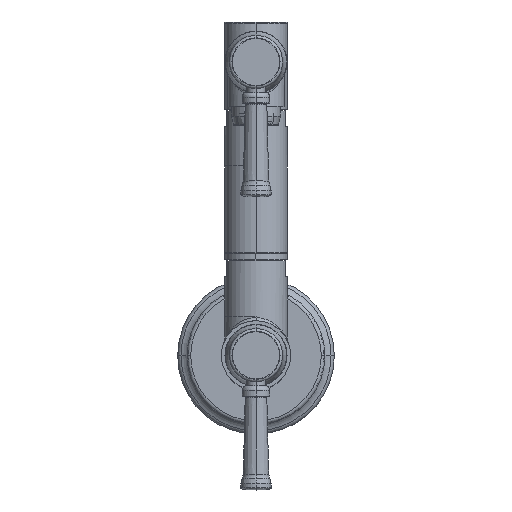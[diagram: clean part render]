
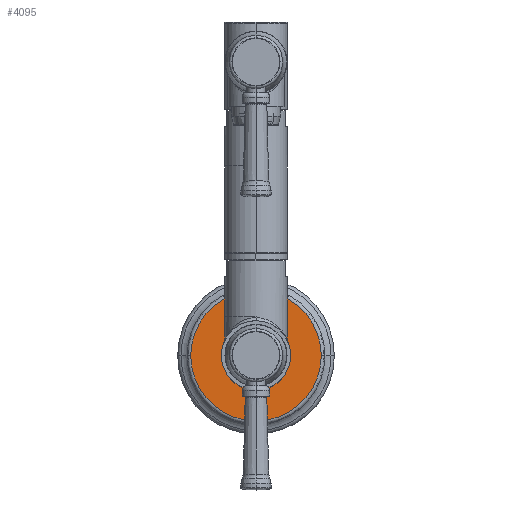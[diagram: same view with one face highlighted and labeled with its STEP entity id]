
A CAD part, top view. The second image highlights one B-rep face of the part: STEP entity #4095.
In plain terms, the highlighted planar face has unit normal (0, 0, 1).
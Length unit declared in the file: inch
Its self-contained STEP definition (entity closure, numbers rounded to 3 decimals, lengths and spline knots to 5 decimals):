
#2=CARTESIAN_POINT('',(0.,0.,0.57));
#3=DIRECTION('',(0.,0.,1.));
#4=DIRECTION('',(1.,0.,0.));
#5=AXIS2_PLACEMENT_3D('',#2,#3,#4);
#7=CARTESIAN_POINT('',(0.,0.,0.57));
#8=DIRECTION('',(0.,0.,-1.));
#9=DIRECTION('',(1.,0.,0.));
#10=AXIS2_PLACEMENT_3D('',#7,#8,#9);
#12=CARTESIAN_POINT('',(0.,0.,0.57));
#13=DIRECTION('',(0.,0.,-1.));
#14=DIRECTION('',(0.,1.,0.));
#15=AXIS2_PLACEMENT_3D('',#12,#13,#14);
#17=CARTESIAN_POINT('',(0.,0.,0.57));
#18=DIRECTION('',(0.,0.,-1.));
#19=DIRECTION('',(-0.174,-0.985,0.));
#20=AXIS2_PLACEMENT_3D('',#17,#18,#19);
#22=DIRECTION('',(0.,-1.,0.));
#23=VECTOR('',#22,0.08494);
#24=CARTESIAN_POINT('',(-0.115,-0.5675,0.57));
#25=LINE('',#24,#23);
#26=DIRECTION('',(1.,0.,0.));
#27=VECTOR('',#26,0.23);
#28=CARTESIAN_POINT('',(-0.115,-0.5675,0.57));
#29=LINE('',#28,#27);
#30=DIRECTION('',(0.,-1.,0.));
#31=VECTOR('',#30,0.08494);
#32=CARTESIAN_POINT('',(0.115,-0.5675,0.57));
#33=LINE('',#32,#31);
#3465=CARTESIAN_POINT('',(1.25,0.,0.57));
#3466=VERTEX_POINT('',#3465);
#3473=CARTESIAN_POINT('',(-1.25,0.,0.57));
#3474=VERTEX_POINT('',#3473);
#4050=CARTESIAN_POINT('',(0.,0.6625,0.57));
#4051=CARTESIAN_POINT('',(0.115,-0.65244,0.57));
#4052=VERTEX_POINT('',#4050);
#4053=VERTEX_POINT('',#4051);
#4054=CARTESIAN_POINT('',(-0.115,-0.65244,0.57));
#4055=VERTEX_POINT('',#4054);
#4056=CARTESIAN_POINT('',(-0.115,-0.5675,0.57));
#4057=CARTESIAN_POINT('',(0.115,-0.5675,0.57));
#4058=VERTEX_POINT('',#4056);
#4059=VERTEX_POINT('',#4057);
#4072=CARTESIAN_POINT('',(0.,0.,0.57));
#4073=DIRECTION('',(0.,0.,-1.));
#4074=DIRECTION('',(-1.,0.,0.));
#4075=AXIS2_PLACEMENT_3D('',#4072,#4073,#4074);
#4076=PLANE('',#4075);
#4078=ORIENTED_EDGE('',*,*,#4077,.F.);
#4080=ORIENTED_EDGE('',*,*,#4079,.T.);
#4081=EDGE_LOOP('',(#4078,#4080));
#4082=FACE_OUTER_BOUND('',#4081,.F.);
#4084=ORIENTED_EDGE('',*,*,#4083,.F.);
#4086=ORIENTED_EDGE('',*,*,#4085,.F.);
#4088=ORIENTED_EDGE('',*,*,#4087,.F.);
#4090=ORIENTED_EDGE('',*,*,#4089,.T.);
#4092=ORIENTED_EDGE('',*,*,#4091,.T.);
#4093=EDGE_LOOP('',(#4084,#4086,#4088,#4090,#4092));
#4094=FACE_BOUND('',#4093,.F.);
#4095=ADVANCED_FACE('',(#4082,#4094),#4076,.F.);
#6=CIRCLE('',#5,1.25);
#11=CIRCLE('',#10,1.25);
#16=CIRCLE('',#15,0.6625);
#21=CIRCLE('',#20,0.6625);
#4077=EDGE_CURVE('',#3466,#3474,#6,.T.);
#4079=EDGE_CURVE('',#3466,#3474,#11,.T.);
#4083=EDGE_CURVE('',#4052,#4053,#16,.T.);
#4085=EDGE_CURVE('',#4055,#4052,#21,.T.);
#4087=EDGE_CURVE('',#4058,#4055,#25,.T.);
#4089=EDGE_CURVE('',#4058,#4059,#29,.T.);
#4091=EDGE_CURVE('',#4059,#4053,#33,.T.);
